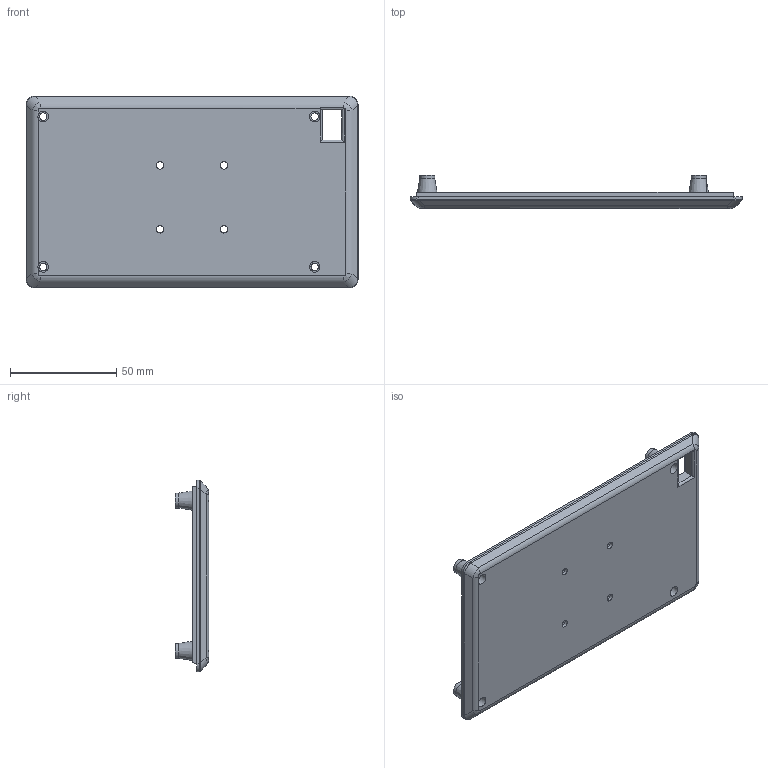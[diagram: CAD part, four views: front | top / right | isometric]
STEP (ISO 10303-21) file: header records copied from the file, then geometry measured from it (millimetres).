
FILE_DESCRIPTION(/* description */ (''),/* implementation_level */ '2;1');
FILE_NAME(/* name */ 'Step''s/1-5i_Case_Rear v7.step',/* time_stamp */ '2019-10-20T16:49:30-04:00',/* author */ (''),/* organization */ (''),/* preprocessor_version */ 'ST-DEVELOPER v18',/* originating_system */ 'Autodesk Translation Framework v8.6.0.1094',/* authorisation */ '');
FILE_SCHEMA (('AUTOMOTIVE_DESIGN { 1 0 10303 214 3 1 1 }'));
Length unit declared in the file: millimetre
Products named in the file (1): 1-5i_Case_Rear
Bounding box: 155.95 x 15.6 x 90.05 mm (x, y, z)
Volume: 56134.4 mm3; surface area: 33805.7 mm2
Topology: 1 solids, 1 shells, 125 faces, 308 edges, 192 vertices
Faces by surface type: plane 64, cylinder 41, bspline 16, cone 4
Full cylindrical faces by diameter (mm): 3.5 x8, 5 x8, 7 x4
Entity records: 4063 total; most frequent: CARTESIAN_POINT 1051, DIRECTION 619, ORIENTED_EDGE 616, EDGE_CURVE 308, AXIS2_PLACEMENT_3D 231, VERTEX_POINT 192, LINE 157, VECTOR 157
